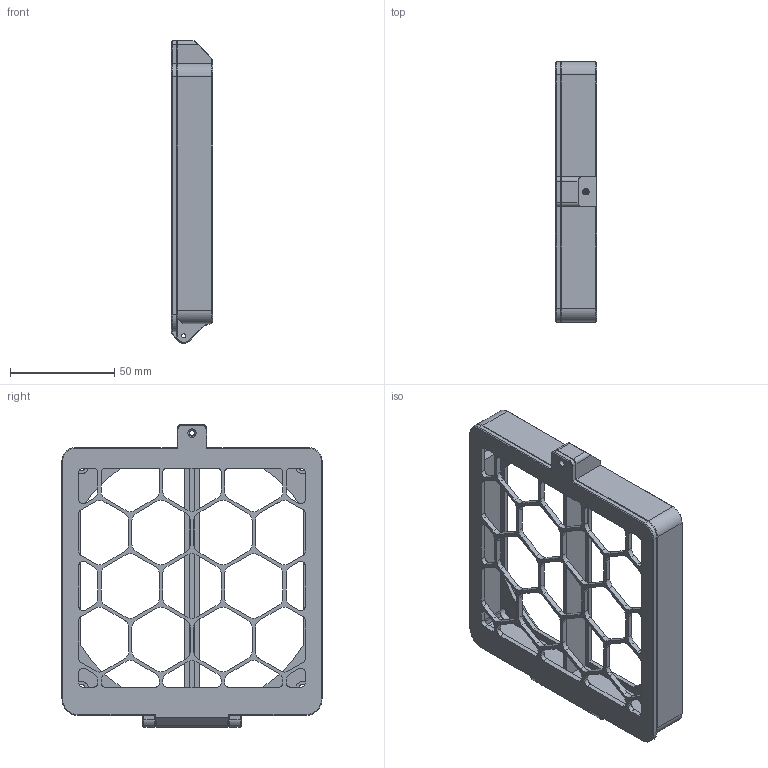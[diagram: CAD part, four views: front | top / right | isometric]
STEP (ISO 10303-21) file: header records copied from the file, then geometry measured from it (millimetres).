
FILE_DESCRIPTION(/* description */ (''),/* implementation_level */ '2;1');
FILE_NAME(/* name */ 'voron2.2_assembly_Exhaust Filter Housing v18.step',/* time_stamp */ '2020-02-13T16:29:47+01:00',/* author */ (''),/* organization */ (''),/* preprocessor_version */ 'ST-DEVELOPER v18',/* originating_system */ 'Autodesk Translation Framework v8.12.0.6',/* authorisation */ '');
FILE_SCHEMA (('AUTOMOTIVE_DESIGN { 1 0 10303 214 3 1 1 }'));
Length unit declared in the file: millimetre
Products named in the file (3): voron2.2_assembly_Exhaust Filter Housing; Filter Housing; Rear Door (1)
Assembly tree (2 placements, depth 2):
  voron2.2_assembly_Exhaust Filter Housing
    Filter Housing
    Rear Door (1)
Bounding box: 19.9 x 124.7 x 145.06 mm (x, y, z)
Volume: 83230 mm3; surface area: 49800.4 mm2
Topology: 2 solids, 2 shells, 513 faces, 1438 edges, 931 vertices
Faces by surface type: plane 242, cylinder 226, cone 33, bspline 12
Full cylindrical faces by diameter (mm): 2 x3, 2.529 x26, 3.086 x26, 3.2 x1, 3.6 x4, 6.5 x4
Entity records: 19985 total; most frequent: CARTESIAN_POINT 6575, ORIENTED_EDGE 2876, DIRECTION 2681, EDGE_CURVE 1438, VERTEX_POINT 931, AXIS2_PLACEMENT_3D 899, LINE 883, VECTOR 883
